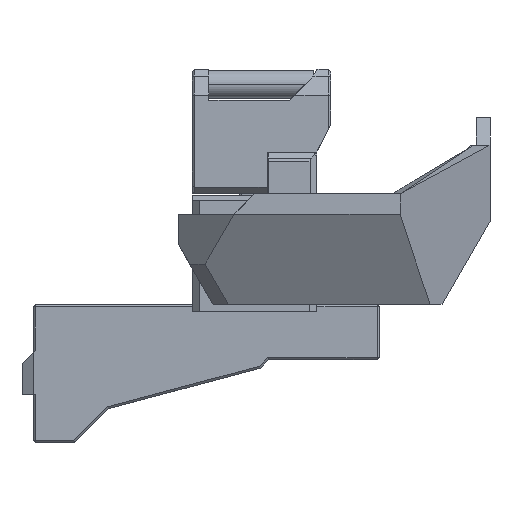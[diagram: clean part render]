
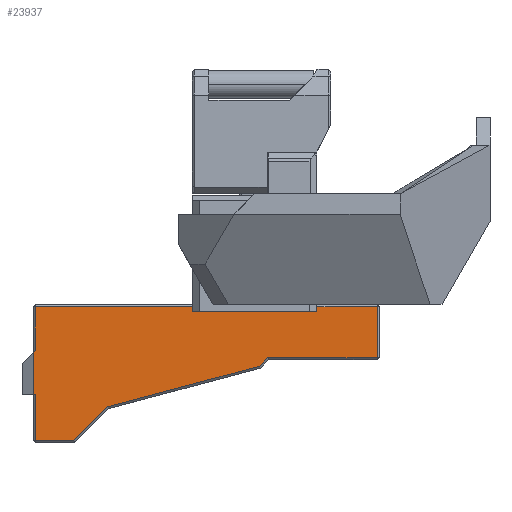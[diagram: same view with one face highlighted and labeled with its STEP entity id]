
A CAD part, left-side view. The second image highlights one B-rep face of the part: STEP entity #23937.
In plain terms, the highlighted planar face has unit normal (-1, 0, 0).
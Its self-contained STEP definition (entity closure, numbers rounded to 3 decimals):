
#207 = CARTESIAN_POINT ( 'NONE',  ( -14., 9.355, -8.931 ) ) ;
#241 = DIRECTION ( 'NONE',  ( 0., 0., -1. ) ) ;
#285 = CARTESIAN_POINT ( 'NONE',  ( -14., 41.7, -6.65 ) ) ;
#729 = VECTOR ( 'NONE', #241, 1000. ) ;
#792 = DIRECTION ( 'NONE',  ( 0., -1., 0. ) ) ;
#1135 = EDGE_CURVE ( 'NONE', #20249, #18658, #11439, .T. ) ;
#1799 = DIRECTION ( 'NONE',  ( 0., -0.966, 0.259 ) ) ;
#1909 = CARTESIAN_POINT ( 'NONE',  ( -14., -7.7, -7.7 ) ) ;
#2348 = CARTESIAN_POINT ( 'NONE',  ( -14., 41.7, -0.3 ) ) ;
#2900 = LINE ( 'NONE', #13303, #12515 ) ;
#3085 = ORIENTED_EDGE ( 'NONE', *, *, #20761, .T. ) ;
#3170 = DIRECTION ( 'NONE',  ( 0., 0., 1. ) ) ;
#3655 = ORIENTED_EDGE ( 'NONE', *, *, #26599, .T. ) ;
#3684 = EDGE_CURVE ( 'NONE', #24492, #21317, #4569, .T. ) ;
#3743 = EDGE_CURVE ( 'NONE', #23984, #21317, #17386, .T. ) ;
#3751 = ORIENTED_EDGE ( 'NONE', *, *, #3743, .F. ) ;
#3844 = VECTOR ( 'NONE', #8946, 1000. ) ;
#3974 = DIRECTION ( 'NONE',  ( -1., 0., 0. ) ) ;
#4117 = CARTESIAN_POINT ( 'NONE',  ( -14., 42., -13.05 ) ) ;
#4288 = CARTESIAN_POINT ( 'NONE',  ( -14., 43.6, -8.55 ) ) ;
#4291 = ORIENTED_EDGE ( 'NONE', *, *, #3684, .T. ) ;
#4306 = CARTESIAN_POINT ( 'NONE',  ( -14., 36.124, -19.7 ) ) ;
#4458 = CARTESIAN_POINT ( 'NONE',  ( -14., 42., -6.95 ) ) ;
#4569 = LINE ( 'NONE', #4288, #11269 ) ;
#5464 = VERTEX_POINT ( 'NONE', #1909 ) ;
#6419 = CARTESIAN_POINT ( 'NONE',  ( -14., 31.212, -14.787 ) ) ;
#6681 = CARTESIAN_POINT ( 'NONE',  ( -14., 42., -20. ) ) ;
#7467 = ORIENTED_EDGE ( 'NONE', *, *, #9962, .T. ) ;
#8301 = ORIENTED_EDGE ( 'NONE', *, *, #13992, .T. ) ;
#8906 = LINE ( 'NONE', #11436, #12998 ) ;
#8946 = DIRECTION ( 'NONE',  ( 0., -1., 0. ) ) ;
#9229 = VERTEX_POINT ( 'NONE', #25040 ) ;
#9859 = VERTEX_POINT ( 'NONE', #4306 ) ;
#9930 = EDGE_CURVE ( 'NONE', #24127, #5464, #15858, .T. ) ;
#9962 = EDGE_CURVE ( 'NONE', #9229, #11537, #17404, .T. ) ;
#9988 = EDGE_CURVE ( 'NONE', #23984, #9229, #23999, .T. ) ;
#10010 = LINE ( 'NONE', #22556, #18849 ) ;
#10634 = CARTESIAN_POINT ( 'NONE',  ( -14., 9.278, -8.91 ) ) ;
#10807 = EDGE_CURVE ( 'NONE', #9859, #19717, #16017, .T. ) ;
#10936 = ORIENTED_EDGE ( 'NONE', *, *, #9988, .T. ) ;
#11269 = VECTOR ( 'NONE', #21715, 1000. ) ;
#11436 = CARTESIAN_POINT ( 'NONE',  ( -14., -7.7, -20. ) ) ;
#11439 = LINE ( 'NONE', #23972, #22507 ) ;
#11537 = VERTEX_POINT ( 'NONE', #13842 ) ;
#11543 = VECTOR ( 'NONE', #16166, 1000. ) ;
#11775 = ORIENTED_EDGE ( 'NONE', *, *, #1135, .T. ) ;
#12515 = VECTOR ( 'NONE', #792, 1000. ) ;
#12759 = LINE ( 'NONE', #10634, #27775 ) ;
#12998 = VECTOR ( 'NONE', #17783, 1000. ) ;
#13178 = CARTESIAN_POINT ( 'NONE',  ( -14., -8., -7.7 ) ) ;
#13303 = CARTESIAN_POINT ( 'NONE',  ( -14., 0., -19.7 ) ) ;
#13310 = CARTESIAN_POINT ( 'NONE',  ( -14., 42., -13.05 ) ) ;
#13532 = VECTOR ( 'NONE', #3170, 1000. ) ;
#13724 = ORIENTED_EDGE ( 'NONE', *, *, #20654, .T. ) ;
#13731 = VECTOR ( 'NONE', #21878, 1000. ) ;
#13842 = CARTESIAN_POINT ( 'NONE',  ( -14., 41.7, -19.7 ) ) ;
#13992 = EDGE_CURVE ( 'NONE', #19717, #20627, #12759, .T. ) ;
#14168 = EDGE_CURVE ( 'NONE', #11537, #9859, #2900, .T. ) ;
#14659 = CARTESIAN_POINT ( 'NONE',  ( -14., 0., -20. ) ) ;
#15229 = FACE_OUTER_BOUND ( 'NONE', #20631, .T. ) ;
#15683 = DIRECTION ( 'NONE',  ( 0., 1., 0. ) ) ;
#15858 = LINE ( 'NONE', #13178, #3844 ) ;
#16017 = LINE ( 'NONE', #24606, #11543 ) ;
#16166 = DIRECTION ( 'NONE',  ( 0., -0.707, 0.707 ) ) ;
#17386 = LINE ( 'NONE', #6681, #13532 ) ;
#17404 = LINE ( 'NONE', #19640, #729 ) ;
#17677 = CARTESIAN_POINT ( 'NONE',  ( -14., -7.7, -0.3 ) ) ;
#17783 = DIRECTION ( 'NONE',  ( 0., 0., 1. ) ) ;
#17913 = CARTESIAN_POINT ( 'NONE',  ( -14., 8.124, -7.7 ) ) ;
#18201 = DIRECTION ( 'NONE',  ( 0., 0., -1. ) ) ;
#18658 = VERTEX_POINT ( 'NONE', #2348 ) ;
#18742 = CARTESIAN_POINT ( 'NONE',  ( -14., 8.212, -7.788 ) ) ;
#18849 = VECTOR ( 'NONE', #18201, 1000. ) ;
#18923 = ORIENTED_EDGE ( 'NONE', *, *, #9930, .T. ) ;
#19171 = PLANE ( 'NONE',  #25468 ) ;
#19640 = CARTESIAN_POINT ( 'NONE',  ( -14., 41.7, -20. ) ) ;
#19717 = VERTEX_POINT ( 'NONE', #6419 ) ;
#19843 = ORIENTED_EDGE ( 'NONE', *, *, #14168, .T. ) ;
#20249 = VERTEX_POINT ( 'NONE', #17677 ) ;
#20627 = VERTEX_POINT ( 'NONE', #207 ) ;
#20631 = EDGE_LOOP ( 'NONE', ( #3751, #10936, #7467, #19843, #22890, #8301, #3655, #18923, #13724, #11775, #3085, #4291 ) ) ;
#20633 = VECTOR ( 'NONE', #27312, 1000. ) ;
#20654 = EDGE_CURVE ( 'NONE', #5464, #20249, #8906, .T. ) ;
#20761 = EDGE_CURVE ( 'NONE', #18658, #24492, #10010, .T. ) ;
#21317 = VERTEX_POINT ( 'NONE', #4458 ) ;
#21715 = DIRECTION ( 'NONE',  ( 0., 0.707, -0.707 ) ) ;
#21878 = DIRECTION ( 'NONE',  ( 0., -1., 0. ) ) ;
#22507 = VECTOR ( 'NONE', #15683, 1000. ) ;
#22556 = CARTESIAN_POINT ( 'NONE',  ( -14., 41.7, -20. ) ) ;
#22890 = ORIENTED_EDGE ( 'NONE', *, *, #10807, .T. ) ;
#23410 = DIRECTION ( 'NONE',  ( 0., 0., 1. ) ) ;
#23937 = ADVANCED_FACE ( 'NONE', ( #15229 ), #19171, .T. ) ;
#23972 = CARTESIAN_POINT ( 'NONE',  ( -14., 42., -0.3 ) ) ;
#23984 = VERTEX_POINT ( 'NONE', #4117 ) ;
#23999 = LINE ( 'NONE', #13310, #13731 ) ;
#24127 = VERTEX_POINT ( 'NONE', #17913 ) ;
#24492 = VERTEX_POINT ( 'NONE', #285 ) ;
#24606 = CARTESIAN_POINT ( 'NONE',  ( -14., 31.269, -14.844 ) ) ;
#25040 = CARTESIAN_POINT ( 'NONE',  ( -14., 41.7, -13.05 ) ) ;
#25329 = LINE ( 'NONE', #18742, #20633 ) ;
#25468 = AXIS2_PLACEMENT_3D ( 'NONE', #14659, #3974, #23410 ) ;
#26599 = EDGE_CURVE ( 'NONE', #20627, #24127, #25329, .T. ) ;
#27312 = DIRECTION ( 'NONE',  ( 0., -0.707, 0.707 ) ) ;
#27775 = VECTOR ( 'NONE', #1799, 1000. ) ;
